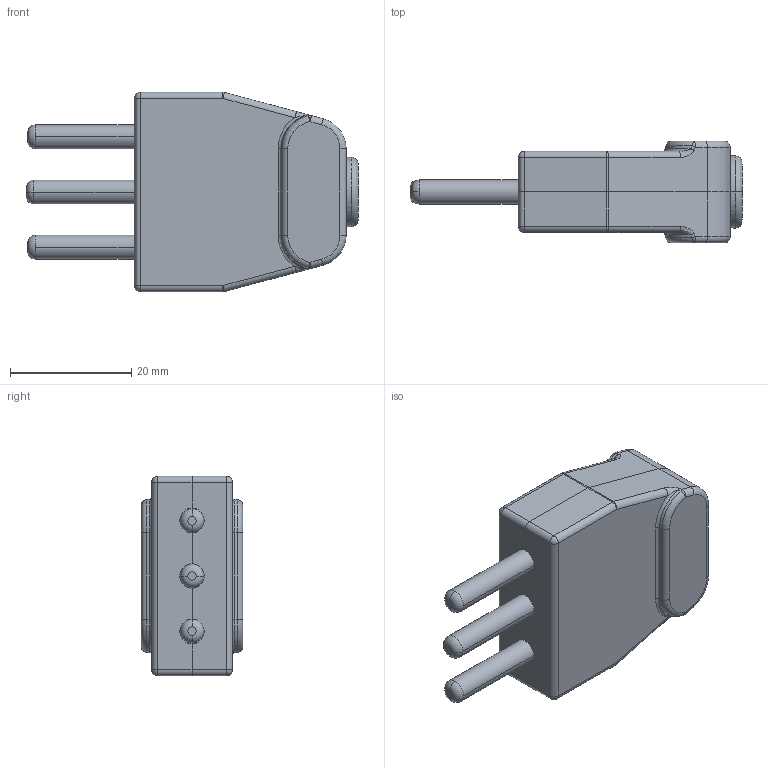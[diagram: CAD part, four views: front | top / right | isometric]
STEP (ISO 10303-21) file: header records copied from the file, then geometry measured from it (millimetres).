
FILE_DESCRIPTION (( 'STEP AP214' ), '1' );
FILE_NAME ('88010772.STEP', '2013-07-31T21:28:23', ( 'ATS DESKTOP 3' ), ( 'Microsoft' ), 'SwSTEP 2.0', 'SolidWorks 2013', '' );
FILE_SCHEMA (( 'AUTOMOTIVE_DESIGN' ));
Length unit declared in the file: inch
Products named in the file (4): 88010772-Prongs; 88010772-Top; 88010772-Bottom; 88010772
Assembly tree (3 placements, depth 2):
  88010772
    88010772-Bottom
    88010772-Top
    88010772-Prongs
Bounding box: 54.74 x 16.76 x 32.89 mm (x, y, z)
Volume: 7741.5 mm3; surface area: 9514.9 mm2
Topology: 3 solids, 3 shells, 187 faces, 468 edges, 282 vertices
Faces by surface type: cylinder 66, plane 66, torus 22, bspline 13, sphere 12, cone 8
Entity records: 6330 total; most frequent: CARTESIAN_POINT 1725, DIRECTION 980, ORIENTED_EDGE 912, EDGE_CURVE 456, AXIS2_PLACEMENT_3D 377, VERTEX_POINT 282, LINE 226, VECTOR 226
